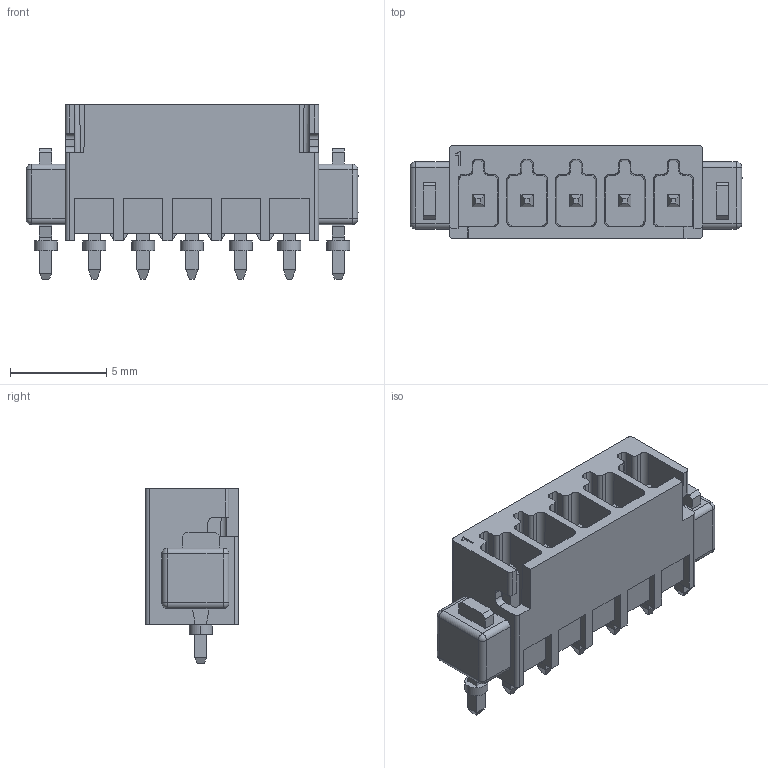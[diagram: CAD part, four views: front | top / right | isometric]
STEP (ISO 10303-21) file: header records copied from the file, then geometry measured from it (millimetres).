
FILE_DESCRIPTION(('Creo Elements/Direct Modeling STEP Export'),'2;1');
FILE_NAME('model.stp','2018-02-10T 8:05:33',(''),(''),'Creo Elements/Direct Modeling STEP processor for AP214 (Solid Model)','Creo Elements/Direct Modeling 18.1I 14-Aug-2016 (C) Parametric Technology GmbH','');
FILE_SCHEMA(('AUTOMOTIVE_DESIGN { 1 0 10303 214 1 1 1 1 }'));
Length unit declared in the file: millimetre
Products named in the file (10): Bohrlochdurchmesser2; Bohlochdurchmesser3; Bohrlochdurchmesser4; Bohlochdurchmesser1; Bohlochdurchmesser5; Bohlochdurchmesser6; Bohlochdurchmesser7; Bohrlochdurchmesser; MCV_0.5-5-G-2.54_THR; MCV_0.5-5-G-2.54-THR
Assembly tree (9 placements, depth 3):
  MCV_0.5-5-G-2.54-THR
    MCV_0.5-5-G-2.54_THR
    Bohrlochdurchmesser
      Bohlochdurchmesser7
      Bohlochdurchmesser6
      Bohlochdurchmesser5
      Bohlochdurchmesser1
      Bohrlochdurchmesser4
      Bohlochdurchmesser3
      Bohrlochdurchmesser2
Bounding box: 17.29 x 4.85 x 9.1 mm (x, y, z)
Volume: 352.1 mm3; surface area: 774.5 mm2
Topology: 8 solids, 8 shells, 397 faces, 1008 edges, 643 vertices
Faces by surface type: plane 292, cylinder 78, extrusion 19, sphere 8
Entity records: 15386 total; most frequent: CARTESIAN_POINT 2408, ORIENTED_EDGE 2000, DIRECTION 1878, EDGE_CURVE 1000, VECTOR 814, LINE 795, VERTEX_POINT 643, AXIS2_PLACEMENT_3D 532
